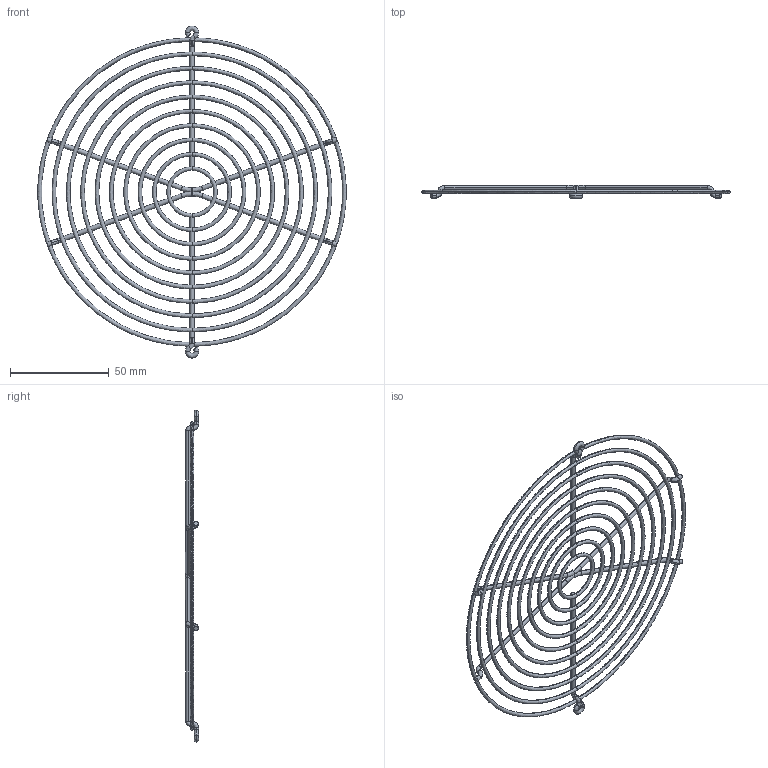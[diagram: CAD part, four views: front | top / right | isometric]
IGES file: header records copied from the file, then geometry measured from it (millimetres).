
Start section: SolidWorks IGES file using analytic representation for surfaces
Global section: file name: sc162_w5.IGS; native system: SolidWorks 2011; preprocessor: SolidWorks 2011; author: ripudaman.singh; date: 120726.142936; units: millimetre
Bounding box: 155.87 x 6.7 x 167.9 mm (x, y, z)
Surface area: 19325.8 mm2 (no closed solid volume)
Topology: 0 solids, 0 shells, 132 faces, 832 edges, 832 vertices
Faces by surface type: bspline 96, revolution 36
